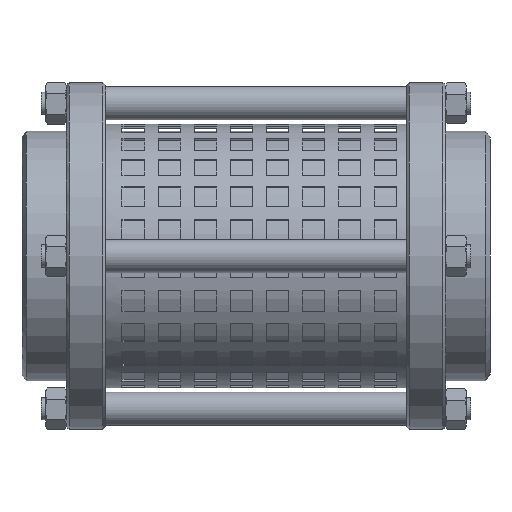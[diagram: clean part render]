
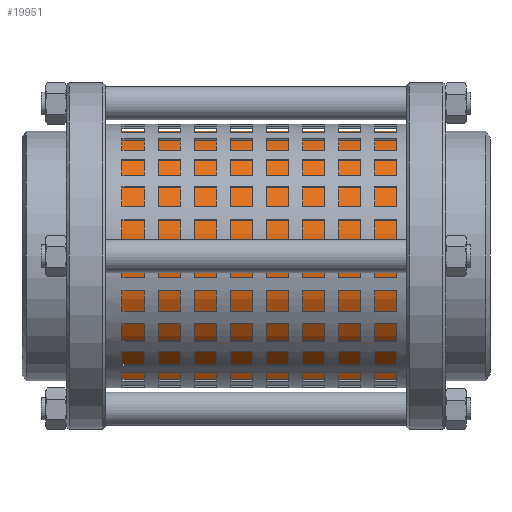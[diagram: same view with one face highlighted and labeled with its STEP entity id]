
A CAD part, front view. The second image highlights one B-rep face of the part: STEP entity #19951.
In plain terms, the highlighted cylindrical face has radius 45 mm (diameter 90 mm), a full revolution.
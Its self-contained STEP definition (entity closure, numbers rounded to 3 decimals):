
#4667=FACE_BOUND('',#7125,.T.);
#5665=FACE_OUTER_BOUND('',#7124,.T.);
#7124=EDGE_LOOP('',(#17884));
#7125=EDGE_LOOP('',(#17885));
#7934=CIRCLE('',#21506,45.);
#7935=CIRCLE('',#21508,45.);
#9630=VERTEX_POINT('',#31871);
#9631=VERTEX_POINT('',#31874);
#12150=EDGE_CURVE('',#9630,#9630,#7934,.T.);
#12151=EDGE_CURVE('',#9631,#9631,#7935,.T.);
#17884=ORIENTED_EDGE('',*,*,#12150,.T.);
#17885=ORIENTED_EDGE('',*,*,#12151,.T.);
#17969=CYLINDRICAL_SURFACE('',#21897,45.);
#19951=ADVANCED_FACE('',(#5665,#4667),#17969,.T.);
#21506=AXIS2_PLACEMENT_3D('',#31872,#26457,#26458);
#21508=AXIS2_PLACEMENT_3D('',#31875,#26461,#26462);
#21897=AXIS2_PLACEMENT_3D('',#33151,#27287,#27288);
#26457=DIRECTION('center_axis',(-1.,0.,0.));
#26458=DIRECTION('ref_axis',(0.,1.,0.));
#26461=DIRECTION('center_axis',(1.,0.,0.));
#26462=DIRECTION('ref_axis',(0.,1.,0.));
#27287=DIRECTION('center_axis',(1.,0.,0.));
#27288=DIRECTION('ref_axis',(0.,1.,0.));
#31871=CARTESIAN_POINT('',(-5.75,-45.,0.));
#31872=CARTESIAN_POINT('Origin',(-5.75,0.,0.));
#31874=CARTESIAN_POINT('',(-116.25,-45.,0.));
#31875=CARTESIAN_POINT('Origin',(-116.25,0.,0.));
#33151=CARTESIAN_POINT('Origin',(-60.,0.,0.));
